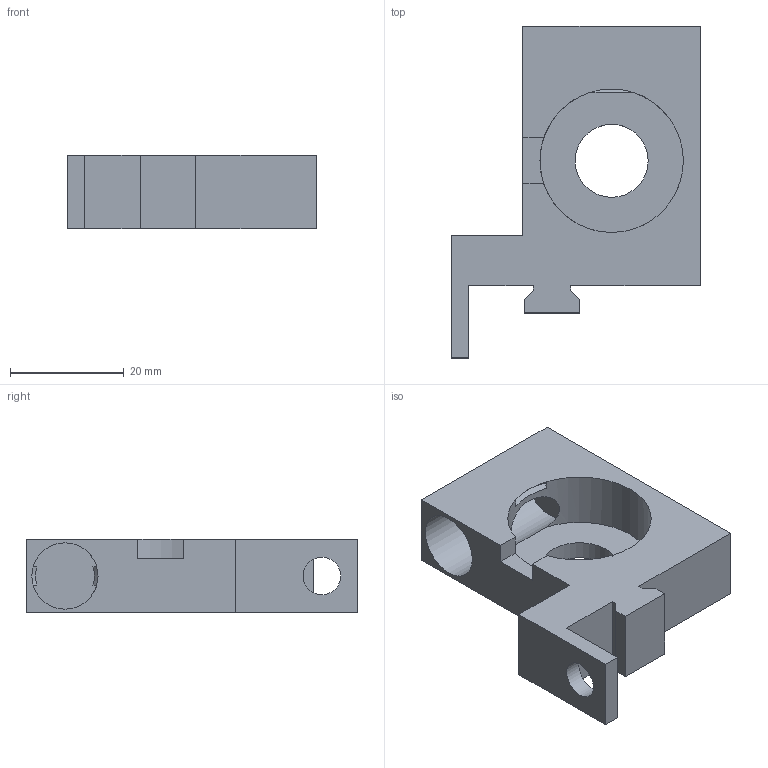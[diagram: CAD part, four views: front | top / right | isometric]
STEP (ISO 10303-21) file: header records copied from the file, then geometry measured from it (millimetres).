
FILE_DESCRIPTION(/* description */ (''),/* implementation_level */ '2;1');
FILE_NAME(/* name */ 'RM Body-Left.step',/* time_stamp */ '2021-01-29T17:41:32-06:00',/* author */ (''),/* organization */ (''),/* preprocessor_version */ 'ST-DEVELOPER v18.1',/* originating_system */ 'Autodesk Translation Framework v9.7.1.1290',/* authorisation */ '');
FILE_SCHEMA (('AUTOMOTIVE_DESIGN { 1 0 10303 214 3 1 1 }'));
Length unit declared in the file: millimetre
Products named in the file (1): RM Body-Left
Bounding box: 43.85 x 58.42 x 13 mm (x, y, z)
Volume: 12978.4 mm3; surface area: 7468.1 mm2
Topology: 1 solids, 1 shells, 43 faces, 113 edges, 74 vertices
Faces by surface type: plane 31, cone 8, cylinder 4
Full cylindrical faces by diameter (mm): 6.604 x1, 11.662 x1, 12.85 x1, 25.25 x1
Entity records: 1404 total; most frequent: CARTESIAN_POINT 265, ORIENTED_EDGE 226, DIRECTION 225, EDGE_CURVE 113, LINE 87, VECTOR 87, VERTEX_POINT 74, AXIS2_PLACEMENT_3D 69
